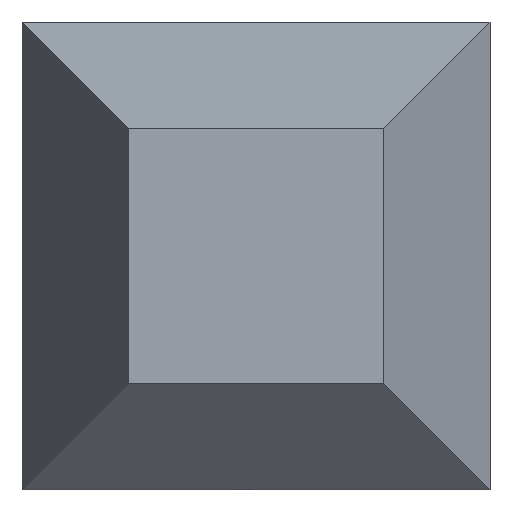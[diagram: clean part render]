
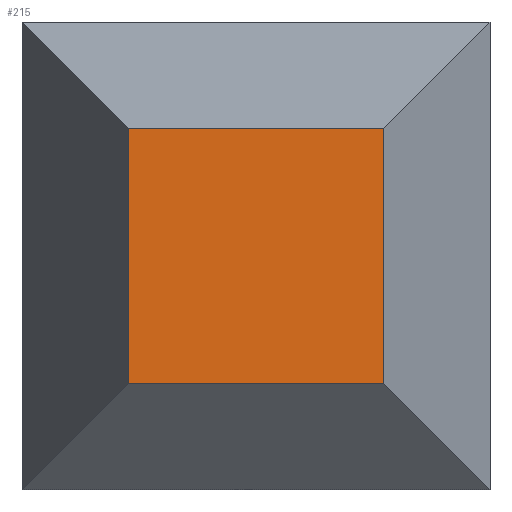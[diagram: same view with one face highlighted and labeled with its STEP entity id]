
A CAD part, front view. The second image highlights one B-rep face of the part: STEP entity #215.
In plain terms, the highlighted planar face has unit normal (0, -1, 0).
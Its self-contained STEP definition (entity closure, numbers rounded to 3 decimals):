
#17=FACE_OUTER_BOUND('',#31,.T.);
#31=EDGE_LOOP('',(#151,#152,#153,#154));
#44=LINE('',#325,#72);
#47=LINE('',#331,#75);
#50=LINE('',#337,#78);
#51=LINE('',#338,#79);
#72=VECTOR('',#266,10.);
#75=VECTOR('',#271,10.);
#78=VECTOR('',#276,10.);
#79=VECTOR('',#277,10.);
#100=VERTEX_POINT('',#322);
#101=VERTEX_POINT('',#324);
#103=VERTEX_POINT('',#330);
#105=VERTEX_POINT('',#336);
#116=EDGE_CURVE('',#100,#101,#44,.T.);
#119=EDGE_CURVE('',#101,#103,#47,.T.);
#122=EDGE_CURVE('',#105,#100,#50,.T.);
#123=EDGE_CURVE('',#103,#105,#51,.T.);
#151=ORIENTED_EDGE('',*,*,#116,.F.);
#152=ORIENTED_EDGE('',*,*,#122,.F.);
#153=ORIENTED_EDGE('',*,*,#123,.F.);
#154=ORIENTED_EDGE('',*,*,#119,.F.);
#201=PLANE('',#249);
#215=ADVANCED_FACE('',(#17),#201,.T.);
#249=AXIS2_PLACEMENT_3D('',#335,#274,#275);
#266=DIRECTION('',(-1.,0.,0.));
#271=DIRECTION('',(0.,0.,1.));
#274=DIRECTION('center_axis',(0.,-1.,0.));
#275=DIRECTION('ref_axis',(0.,0.,-1.));
#276=DIRECTION('',(0.,0.,-1.));
#277=DIRECTION('',(1.,0.,0.));
#322=CARTESIAN_POINT('',(0.18,-8.4,-0.18));
#324=CARTESIAN_POINT('',(-0.18,-8.4,-0.18));
#325=CARTESIAN_POINT('',(0.165,-8.4,-0.18));
#330=CARTESIAN_POINT('',(-0.18,-8.4,0.18));
#331=CARTESIAN_POINT('',(-0.18,-8.4,-0.165));
#335=CARTESIAN_POINT('Origin',(0.,-8.4,0.));
#336=CARTESIAN_POINT('',(0.18,-8.4,0.18));
#337=CARTESIAN_POINT('',(0.18,-8.4,0.165));
#338=CARTESIAN_POINT('',(-0.165,-8.4,0.18));
